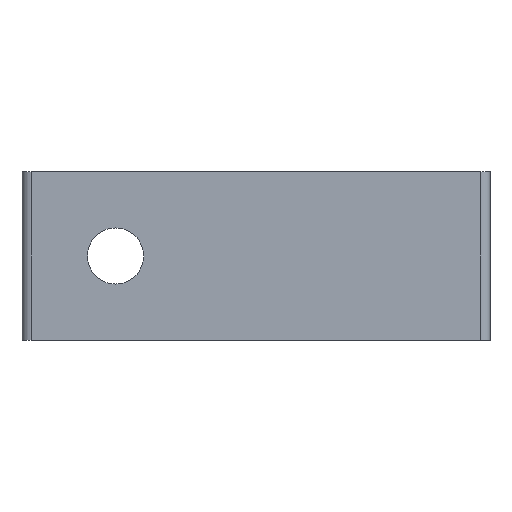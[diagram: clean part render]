
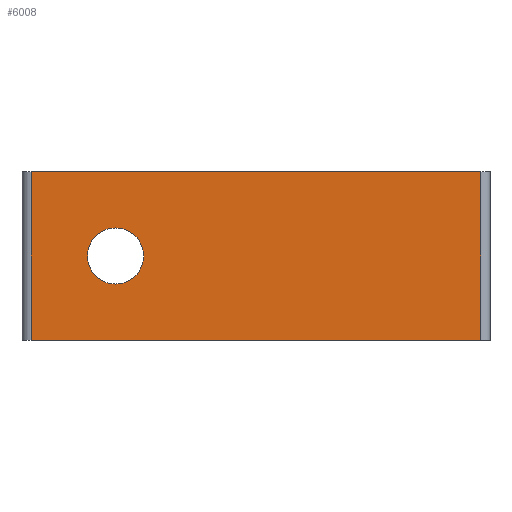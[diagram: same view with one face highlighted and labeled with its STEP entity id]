
A CAD part, front view. The second image highlights one B-rep face of the part: STEP entity #6008.
In plain terms, the highlighted planar face has unit normal (0, -1, 0).
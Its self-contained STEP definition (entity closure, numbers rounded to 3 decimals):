
#41 = CARTESIAN_POINT ( 'NONE',  ( 10416.175, 3052.116, -8. ) ) ;
#42 = DIRECTION ( 'NONE',  ( 0., 0., -1. ) ) ;
#90 = DIRECTION ( 'NONE',  ( 0., 0., 1. ) ) ;
#165 = DIRECTION ( 'NONE',  ( 0., 0., 1. ) ) ;
#276 = EDGE_CURVE ( 'NONE', #2436, #7052, #5191, .T. ) ;
#290 = EDGE_CURVE ( 'NONE', #2891, #3152, #6342, .T. ) ;
#413 = ORIENTED_EDGE ( 'NONE', *, *, #290, .T. ) ;
#691 = AXIS2_PLACEMENT_3D ( 'NONE', #5663, #5095, #6892 ) ;
#911 = VERTEX_POINT ( 'NONE', #3566 ) ;
#1231 = CARTESIAN_POINT ( 'NONE',  ( 10465.175, 3052.116, 10. ) ) ;
#1247 = VERTEX_POINT ( 'NONE', #3137 ) ;
#1285 = PLANE ( 'NONE',  #1993 ) ;
#1368 = CARTESIAN_POINT ( 'NONE',  ( 10465.175, 3052.116, -8. ) ) ;
#1389 = CIRCLE ( 'NONE', #7095, 3. ) ;
#1508 = LINE ( 'NONE', #1231, #5999 ) ;
#1602 = VECTOR ( 'NONE', #42, 1000. ) ;
#1629 = EDGE_CURVE ( 'NONE', #911, #1247, #5696, .T. ) ;
#1638 = EDGE_CURVE ( 'NONE', #7052, #2436, #1389, .T. ) ;
#1938 = EDGE_LOOP ( 'NONE', ( #3297, #413, #5435, #4803 ) ) ;
#1993 = AXIS2_PLACEMENT_3D ( 'NONE', #2955, #3510, #165 ) ;
#2036 = FACE_BOUND ( 'NONE', #4270, .T. ) ;
#2317 = CARTESIAN_POINT ( 'NONE',  ( 10417.175, 3052.116, 10. ) ) ;
#2436 = VERTEX_POINT ( 'NONE', #5797 ) ;
#2772 = ORIENTED_EDGE ( 'NONE', *, *, #276, .T. ) ;
#2891 = VERTEX_POINT ( 'NONE', #5168 ) ;
#2955 = CARTESIAN_POINT ( 'NONE',  ( 10416.175, 3052.116, 10. ) ) ;
#3137 = CARTESIAN_POINT ( 'NONE',  ( 10465.175, 3052.116, 10. ) ) ;
#3152 = VERTEX_POINT ( 'NONE', #1368 ) ;
#3297 = ORIENTED_EDGE ( 'NONE', *, *, #5099, .T. ) ;
#3510 = DIRECTION ( 'NONE',  ( 0., 1., 0. ) ) ;
#3524 = EDGE_CURVE ( 'NONE', #3152, #1247, #1508, .T. ) ;
#3566 = CARTESIAN_POINT ( 'NONE',  ( 10417.175, 3052.116, 10. ) ) ;
#4270 = EDGE_LOOP ( 'NONE', ( #5947, #2772 ) ) ;
#4341 = VECTOR ( 'NONE', #6070, 1000. ) ;
#4402 = LINE ( 'NONE', #2317, #1602 ) ;
#4512 = DIRECTION ( 'NONE',  ( 0., 0., 1. ) ) ;
#4537 = DIRECTION ( 'NONE',  ( 0., 1., 0. ) ) ;
#4595 = CARTESIAN_POINT ( 'NONE',  ( 10426.175, 3052.116, 1. ) ) ;
#4803 = ORIENTED_EDGE ( 'NONE', *, *, #1629, .F. ) ;
#4823 = VECTOR ( 'NONE', #5789, 1000. ) ;
#4899 = CARTESIAN_POINT ( 'NONE',  ( 10426.175, 3052.116, -2. ) ) ;
#5095 = DIRECTION ( 'NONE',  ( 0., 1., 0. ) ) ;
#5099 = EDGE_CURVE ( 'NONE', #911, #2891, #4402, .T. ) ;
#5168 = CARTESIAN_POINT ( 'NONE',  ( 10417.175, 3052.116, -8. ) ) ;
#5191 = CIRCLE ( 'NONE', #691, 3. ) ;
#5435 = ORIENTED_EDGE ( 'NONE', *, *, #3524, .T. ) ;
#5663 = CARTESIAN_POINT ( 'NONE',  ( 10426.175, 3052.116, 1. ) ) ;
#5696 = LINE ( 'NONE', #6724, #4341 ) ;
#5789 = DIRECTION ( 'NONE',  ( 1., 0., 0. ) ) ;
#5797 = CARTESIAN_POINT ( 'NONE',  ( 10426.175, 3052.116, 4. ) ) ;
#5947 = ORIENTED_EDGE ( 'NONE', *, *, #1638, .T. ) ;
#5999 = VECTOR ( 'NONE', #90, 1000. ) ;
#6008 = ADVANCED_FACE ( 'NONE', ( #2036, #6528 ), #1285, .F. ) ;
#6070 = DIRECTION ( 'NONE',  ( 1., 0., 0. ) ) ;
#6342 = LINE ( 'NONE', #41, #4823 ) ;
#6528 = FACE_OUTER_BOUND ( 'NONE', #1938, .T. ) ;
#6724 = CARTESIAN_POINT ( 'NONE',  ( 10416.175, 3052.116, 10. ) ) ;
#6892 = DIRECTION ( 'NONE',  ( 0., 0., 1. ) ) ;
#7052 = VERTEX_POINT ( 'NONE', #4899 ) ;
#7095 = AXIS2_PLACEMENT_3D ( 'NONE', #4595, #4537, #4512 ) ;
